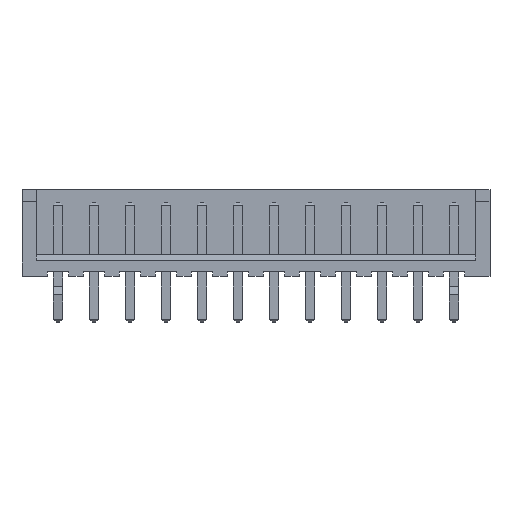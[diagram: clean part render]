
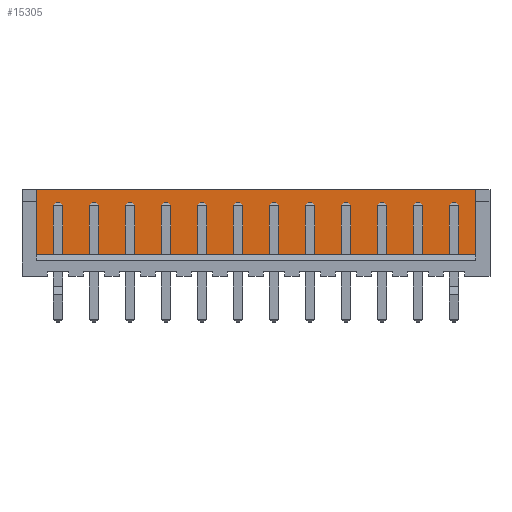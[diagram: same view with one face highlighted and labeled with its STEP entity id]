
A CAD part, front view. The second image highlights one B-rep face of the part: STEP entity #15305.
In plain terms, the highlighted planar face has unit normal (0, -1, 0).
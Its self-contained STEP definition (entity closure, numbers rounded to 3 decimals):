
#6648 = PLANE('',#6649);
#6649 = AXIS2_PLACEMENT_3D('',#6650,#6651,#6652);
#6650 = CARTESIAN_POINT('',(29.,-0.6,1.5));
#6651 = DIRECTION('',(0.,0.,-1.));
#6652 = DIRECTION('',(-1.,0.,0.));
#6704 = PLANE('',#6705);
#6705 = AXIS2_PLACEMENT_3D('',#6706,#6707,#6708);
#6706 = CARTESIAN_POINT('',(-2.5,-2.2,6.));
#6707 = DIRECTION('',(0.,0.,-1.));
#6708 = DIRECTION('',(-1.,0.,0.));
#10576 = VERTEX_POINT('',#10577);
#10577 = CARTESIAN_POINT('',(29.55,1.15,6.));
#10591 = PLANE('',#10592);
#10592 = AXIS2_PLACEMENT_3D('',#10593,#10594,#10595);
#10593 = CARTESIAN_POINT('',(29.55,0.65,6.));
#10594 = DIRECTION('',(1.,0.,0.));
#10595 = DIRECTION('',(0.,1.,0.));
#10603 = EDGE_CURVE('',#10576,#10604,#10606,.T.);
#10604 = VERTEX_POINT('',#10605);
#10605 = CARTESIAN_POINT('',(-2.05,1.15,6.));
#10606 = SURFACE_CURVE('',#10607,(#10611,#10618),.PCURVE_S1.);
#10607 = LINE('',#10608,#10609);
#10608 = CARTESIAN_POINT('',(29.55,1.15,6.));
#10609 = VECTOR('',#10610,1.);
#10610 = DIRECTION('',(-1.,0.,0.));
#10611 = PCURVE('',#6704,#10612);
#10612 = DEFINITIONAL_REPRESENTATION('',(#10613),#10617);
#10613 = LINE('',#10614,#10615);
#10614 = CARTESIAN_POINT('',(-32.05,3.35));
#10615 = VECTOR('',#10616,1.);
#10616 = DIRECTION('',(1.,0.));
#10617 = ( GEOMETRIC_REPRESENTATION_CONTEXT(2)
PARAMETRIC_REPRESENTATION_CONTEXT() REPRESENTATION_CONTEXT('2D SPACE',''
) );
#10618 = PCURVE('',#10619,#10624);
#10619 = PLANE('',#10620);
#10620 = AXIS2_PLACEMENT_3D('',#10621,#10622,#10623);
#10621 = CARTESIAN_POINT('',(29.55,1.15,6.));
#10622 = DIRECTION('',(0.,1.,0.));
#10623 = DIRECTION('',(-1.,0.,0.));
#10624 = DEFINITIONAL_REPRESENTATION('',(#10625),#10629);
#10625 = LINE('',#10626,#10627);
#10626 = CARTESIAN_POINT('',(0.,0.));
#10627 = VECTOR('',#10628,1.);
#10628 = DIRECTION('',(1.,0.));
#10629 = ( GEOMETRIC_REPRESENTATION_CONTEXT(2)
PARAMETRIC_REPRESENTATION_CONTEXT() REPRESENTATION_CONTEXT('2D SPACE',''
) );
#10647 = PLANE('',#10648);
#10648 = AXIS2_PLACEMENT_3D('',#10649,#10650,#10651);
#10649 = CARTESIAN_POINT('',(-2.05,1.15,6.));
#10650 = DIRECTION('',(-1.,0.,0.));
#10651 = DIRECTION('',(0.,-1.,0.));
#10899 = VERTEX_POINT('',#10900);
#10900 = CARTESIAN_POINT('',(-2.05,1.15,1.5));
#10921 = EDGE_CURVE('',#10922,#10899,#10924,.T.);
#10922 = VERTEX_POINT('',#10923);
#10923 = CARTESIAN_POINT('',(29.55,1.15,1.5));
#10924 = SURFACE_CURVE('',#10925,(#10929,#10936),.PCURVE_S1.);
#10925 = LINE('',#10926,#10927);
#10926 = CARTESIAN_POINT('',(29.55,1.15,1.5));
#10927 = VECTOR('',#10928,1.);
#10928 = DIRECTION('',(-1.,0.,0.));
#10929 = PCURVE('',#6648,#10930);
#10930 = DEFINITIONAL_REPRESENTATION('',(#10931),#10935);
#10931 = LINE('',#10932,#10933);
#10932 = CARTESIAN_POINT('',(-0.55,1.75));
#10933 = VECTOR('',#10934,1.);
#10934 = DIRECTION('',(1.,0.));
#10935 = ( GEOMETRIC_REPRESENTATION_CONTEXT(2)
PARAMETRIC_REPRESENTATION_CONTEXT() REPRESENTATION_CONTEXT('2D SPACE',''
) );
#10936 = PCURVE('',#10619,#10937);
#10937 = DEFINITIONAL_REPRESENTATION('',(#10938),#10942);
#10938 = LINE('',#10939,#10940);
#10939 = CARTESIAN_POINT('',(0.,-4.5));
#10940 = VECTOR('',#10941,1.);
#10941 = DIRECTION('',(1.,0.));
#10942 = ( GEOMETRIC_REPRESENTATION_CONTEXT(2)
PARAMETRIC_REPRESENTATION_CONTEXT() REPRESENTATION_CONTEXT('2D SPACE',''
) );
#15282 = EDGE_CURVE('',#10604,#10899,#15283,.T.);
#15283 = SURFACE_CURVE('',#15284,(#15288,#15295),.PCURVE_S1.);
#15284 = LINE('',#15285,#15286);
#15285 = CARTESIAN_POINT('',(-2.05,1.15,6.));
#15286 = VECTOR('',#15287,1.);
#15287 = DIRECTION('',(0.,0.,-1.));
#15288 = PCURVE('',#10647,#15289);
#15289 = DEFINITIONAL_REPRESENTATION('',(#15290),#15294);
#15290 = LINE('',#15291,#15292);
#15291 = CARTESIAN_POINT('',(0.,0.));
#15292 = VECTOR('',#15293,1.);
#15293 = DIRECTION('',(0.,-1.));
#15294 = ( GEOMETRIC_REPRESENTATION_CONTEXT(2)
PARAMETRIC_REPRESENTATION_CONTEXT() REPRESENTATION_CONTEXT('2D SPACE',''
) );
#15295 = PCURVE('',#10619,#15296);
#15296 = DEFINITIONAL_REPRESENTATION('',(#15297),#15301);
#15297 = LINE('',#15298,#15299);
#15298 = CARTESIAN_POINT('',(31.6,0.));
#15299 = VECTOR('',#15300,1.);
#15300 = DIRECTION('',(0.,-1.));
#15301 = ( GEOMETRIC_REPRESENTATION_CONTEXT(2)
PARAMETRIC_REPRESENTATION_CONTEXT() REPRESENTATION_CONTEXT('2D SPACE',''
) );
#15305 = ADVANCED_FACE('',(#15306),#10619,.F.);
#15306 = FACE_BOUND('',#15307,.F.);
#15307 = EDGE_LOOP('',(#15308,#15329,#15330,#15331));
#15308 = ORIENTED_EDGE('',*,*,#15309,.T.);
#15309 = EDGE_CURVE('',#10576,#10922,#15310,.T.);
#15310 = SURFACE_CURVE('',#15311,(#15315,#15322),.PCURVE_S1.);
#15311 = LINE('',#15312,#15313);
#15312 = CARTESIAN_POINT('',(29.55,1.15,6.));
#15313 = VECTOR('',#15314,1.);
#15314 = DIRECTION('',(0.,0.,-1.));
#15315 = PCURVE('',#10619,#15316);
#15316 = DEFINITIONAL_REPRESENTATION('',(#15317),#15321);
#15317 = LINE('',#15318,#15319);
#15318 = CARTESIAN_POINT('',(0.,0.));
#15319 = VECTOR('',#15320,1.);
#15320 = DIRECTION('',(0.,-1.));
#15321 = ( GEOMETRIC_REPRESENTATION_CONTEXT(2)
PARAMETRIC_REPRESENTATION_CONTEXT() REPRESENTATION_CONTEXT('2D SPACE',''
) );
#15322 = PCURVE('',#10591,#15323);
#15323 = DEFINITIONAL_REPRESENTATION('',(#15324),#15328);
#15324 = LINE('',#15325,#15326);
#15325 = CARTESIAN_POINT('',(0.5,0.));
#15326 = VECTOR('',#15327,1.);
#15327 = DIRECTION('',(0.,-1.));
#15328 = ( GEOMETRIC_REPRESENTATION_CONTEXT(2)
PARAMETRIC_REPRESENTATION_CONTEXT() REPRESENTATION_CONTEXT('2D SPACE',''
) );
#15329 = ORIENTED_EDGE('',*,*,#10921,.T.);
#15330 = ORIENTED_EDGE('',*,*,#15282,.F.);
#15331 = ORIENTED_EDGE('',*,*,#10603,.F.);
